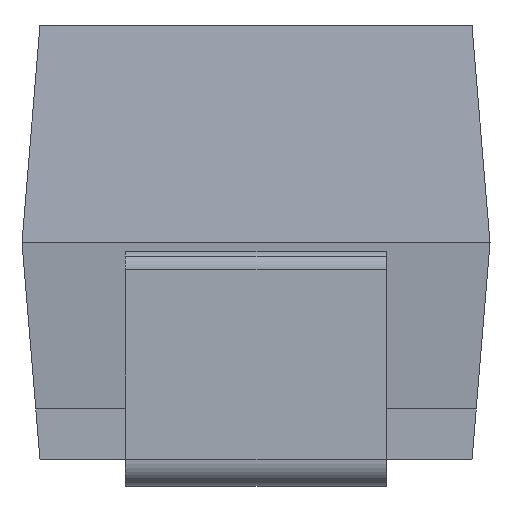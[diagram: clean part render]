
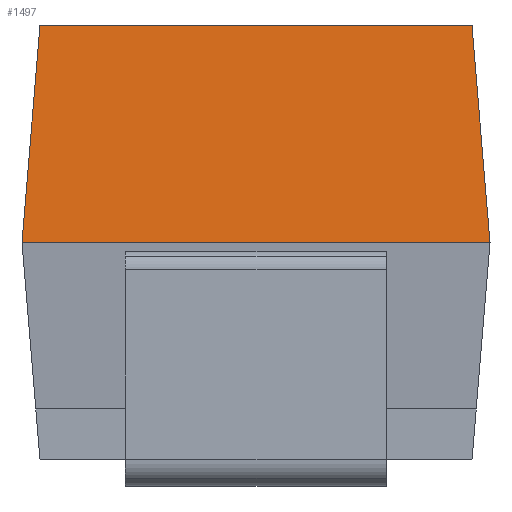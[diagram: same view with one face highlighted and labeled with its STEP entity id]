
A CAD part, left-side view. The second image highlights one B-rep face of the part: STEP entity #1497.
In plain terms, the highlighted planar face has unit normal (-0.997, 0, 0.083).
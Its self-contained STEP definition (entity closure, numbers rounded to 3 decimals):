
#1342=CARTESIAN_POINT('',(-2.22,1.2,2.56));
#1343=VERTEX_POINT('',#1342);
#1350=CARTESIAN_POINT('',(-2.22,-1.2,2.56));
#1351=VERTEX_POINT('',#1350);
#1352=CARTESIAN_POINT('',(-2.22,-1.2,2.56));
#1353=DIRECTION('',(0.0,1.0,0.0));
#1354=VECTOR('',#1353,2.4);
#1355=LINE('',#1352,#1354);
#1356=EDGE_CURVE('',#1351,#1343,#1355,.T.);
#1414=CARTESIAN_POINT('',(-2.32,1.3,1.355));
#1415=VERTEX_POINT('',#1414);
#1422=CARTESIAN_POINT('',(-2.32,1.3,1.355));
#1423=DIRECTION('',(0.082,-0.082,0.993));
#1424=VECTOR('',#1423,1.213);
#1425=LINE('',#1422,#1424);
#1426=EDGE_CURVE('',#1415,#1343,#1425,.T.);
#1463=CARTESIAN_POINT('',(-2.32,-1.3,1.355));
#1464=VERTEX_POINT('',#1463);
#1465=CARTESIAN_POINT('',(-2.22,-1.2,2.56));
#1466=DIRECTION('',(-0.082,-0.082,-0.993));
#1467=VECTOR('',#1466,1.213);
#1468=LINE('',#1465,#1467);
#1469=EDGE_CURVE('',#1351,#1464,#1468,.T.);
#1481=CARTESIAN_POINT('',(-2.27,0.65,1.958));
#1482=DIRECTION('',(-0.997,0.,0.083));
#1483=DIRECTION('',(0.083,0.,0.997));
#1484=AXIS2_PLACEMENT_3D('',#1481,#1482,#1483);
#1485=PLANE('',#1484);
#1486=ORIENTED_EDGE('',*,*,#1356,.T.);
#1487=ORIENTED_EDGE('',*,*,#1426,.F.);
#1488=CARTESIAN_POINT('',(-2.32,1.3,1.355));
#1489=DIRECTION('',(0.0,-1.0,0.0));
#1490=VECTOR('',#1489,2.6);
#1491=LINE('',#1488,#1490);
#1492=EDGE_CURVE('',#1415,#1464,#1491,.T.);
#1493=ORIENTED_EDGE('',*,*,#1492,.T.);
#1494=ORIENTED_EDGE('',*,*,#1469,.F.);
#1495=EDGE_LOOP('',(#1486,#1487,#1493,#1494));
#1496=FACE_OUTER_BOUND('',#1495,.T.);
#1497=ADVANCED_FACE('',(#1496),#1485,.T.);
